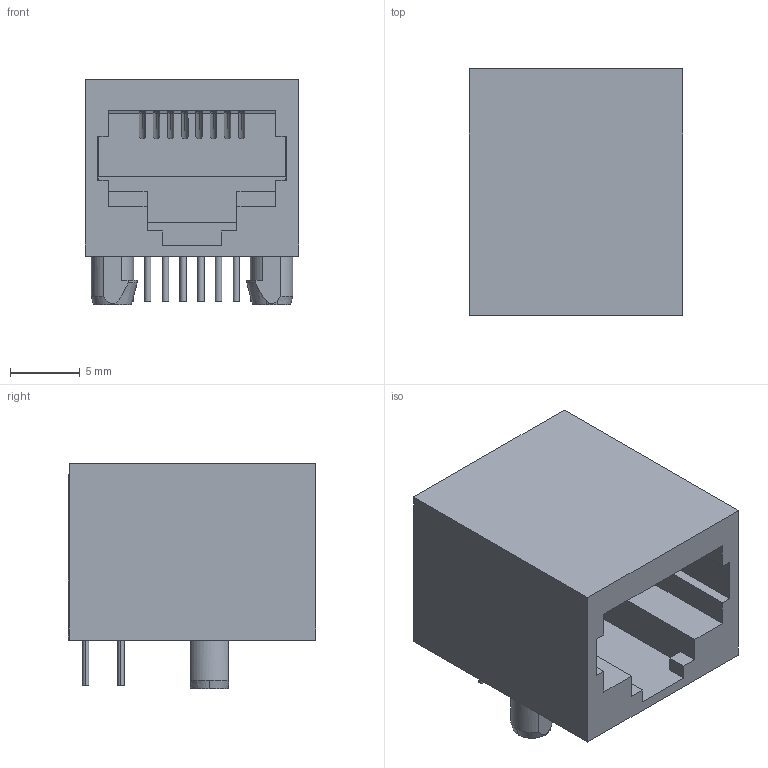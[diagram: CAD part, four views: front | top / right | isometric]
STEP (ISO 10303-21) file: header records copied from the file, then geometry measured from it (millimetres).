
FILE_DESCRIPTION(('FreeCAD Model'),'2;1');
FILE_NAME('Jack-RJ45-FCI-54602-908LF.step', '2020-11-06T17:29:21',('kicad StepUp'),('ksu MCAD'), 'Open CASCADE STEP processor 7.3','FreeCAD','Unknown');
FILE_SCHEMA(('AUTOMOTIVE_DESIGN { 1 0 10303 214 1 1 1 1 }'));
Length unit declared in the file: millimetre
Products named in the file (1): Jack-RJ45-FCI-54602-908LF
Bounding box: 15.3 x 17.74 x 16.2 mm (x, y, z)
Volume: 2406.9 mm3; surface area: 2087.6 mm2
Topology: 1 solids, 1 shells, 132 faces, 347 edges, 228 vertices
Faces by surface type: plane 66, cylinder 42, bspline 16, cone 8
Entity records: 5342 total; most frequent: CARTESIAN_POINT 1240, ORIENTED_EDGE 694, DIRECTION 607, EDGE_CURVE 347, VERTEX_POINT 228, AXIS2_PLACEMENT_3D 203, LINE 201, VECTOR 201
